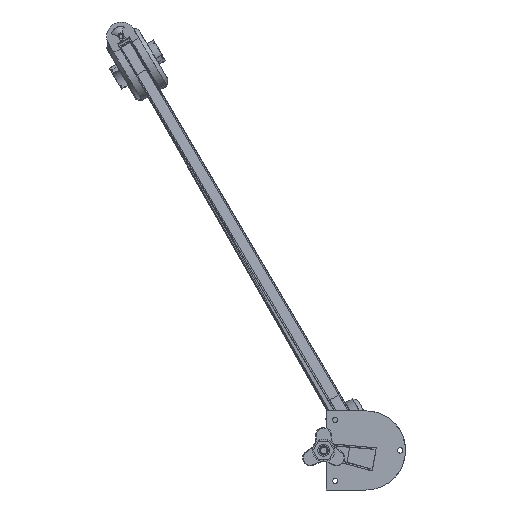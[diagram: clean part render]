
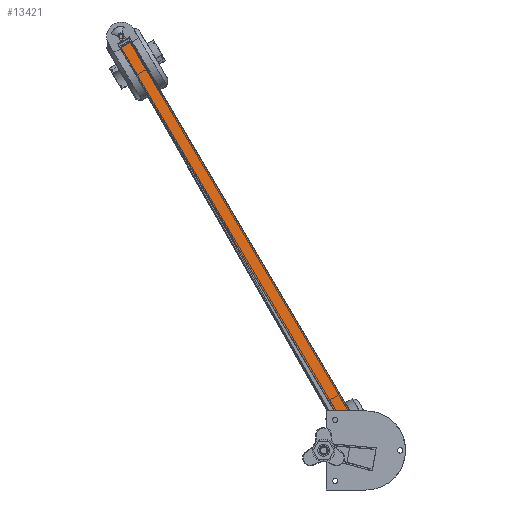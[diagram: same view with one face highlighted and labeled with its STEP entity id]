
A CAD part, front view. The second image highlights one B-rep face of the part: STEP entity #13421.
In plain terms, the highlighted face is planar.
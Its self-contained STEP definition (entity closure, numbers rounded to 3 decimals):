
#2299=FACE_OUTER_BOUND('',#3192,.T.);
#3192=EDGE_LOOP('',(#10537,#10538,#10539,#10540));
#4146=LINE('',#23885,#5106);
#4158=LINE('',#23926,#5118);
#4159=LINE('',#23927,#5119);
#4160=LINE('',#23928,#5120);
#5106=VECTOR('',#16550,1.);
#5118=VECTOR('',#16588,1.);
#5119=VECTOR('',#16589,1.);
#5120=VECTOR('',#16590,1.);
#6218=VERTEX_POINT('',#23882);
#6219=VERTEX_POINT('',#23884);
#6234=VERTEX_POINT('',#23924);
#6235=VERTEX_POINT('',#23925);
#7736=EDGE_CURVE('',#6218,#6219,#4146,.T.);
#7756=EDGE_CURVE('',#6234,#6235,#4158,.T.);
#7757=EDGE_CURVE('',#6234,#6219,#4159,.T.);
#7758=EDGE_CURVE('',#6218,#6235,#4160,.T.);
#10537=ORIENTED_EDGE('',*,*,#7756,.F.);
#10538=ORIENTED_EDGE('',*,*,#7757,.T.);
#10539=ORIENTED_EDGE('',*,*,#7736,.F.);
#10540=ORIENTED_EDGE('',*,*,#7758,.T.);
#12941=PLANE('',#14486);
#13421=ADVANCED_FACE('',(#2299),#12941,.T.);
#14486=AXIS2_PLACEMENT_3D('',#23923,#16586,#16587);
#16550=DIRECTION('',(0.,-1.,0.));
#16586=DIRECTION('center_axis',(1.,0.,0.));
#16587=DIRECTION('ref_axis',(0.,0.,-1.));
#16588=DIRECTION('',(0.,1.,0.));
#16589=DIRECTION('',(0.,0.,-1.));
#16590=DIRECTION('',(0.,0.,1.));
#23882=CARTESIAN_POINT('',(25.,9.9,50.));
#23884=CARTESIAN_POINT('',(25.,0.1,50.));
#23885=CARTESIAN_POINT('',(25.,10.,50.));
#23923=CARTESIAN_POINT('Origin',(25.,10.,50.));
#23924=CARTESIAN_POINT('',(25.,0.1,397.));
#23925=CARTESIAN_POINT('',(25.,9.9,397.));
#23926=CARTESIAN_POINT('',(25.,10.,397.));
#23927=CARTESIAN_POINT('',(25.,0.1,50.));
#23928=CARTESIAN_POINT('',(25.,9.9,400.));
